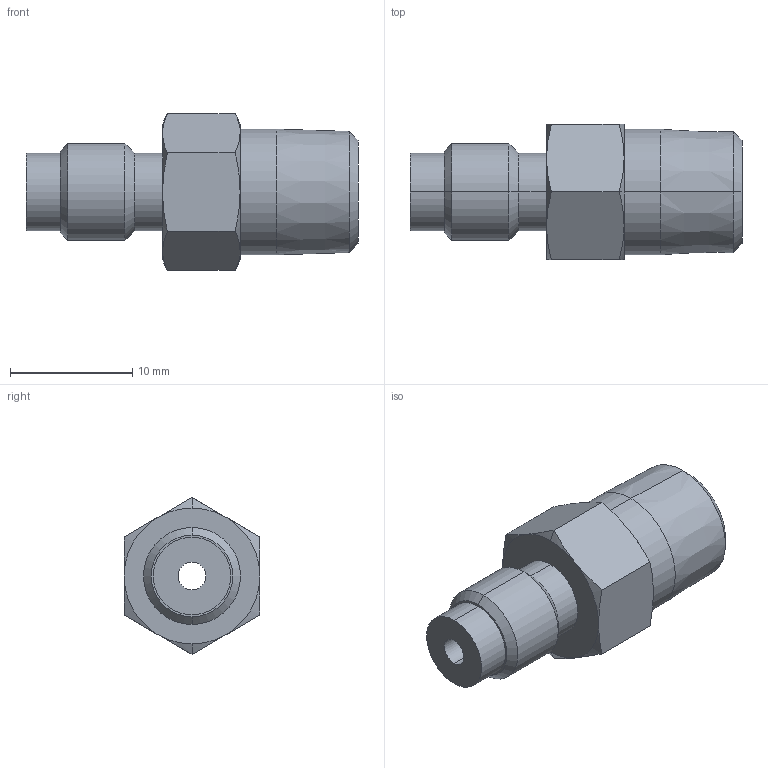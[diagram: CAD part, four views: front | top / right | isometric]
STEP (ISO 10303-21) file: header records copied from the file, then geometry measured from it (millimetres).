
FILE_DESCRIPTION(('starvars output'),'2;1');
FILE_NAME('cv20190801143338000084889.stp','14:33:38 2019/08/01',( 'Thomas Industrial Network Germany GmbH'),( 'Thomas Industrial Network Germany GmbH'),'unknown preprocess','ACIS' ,'unknown authorization');
FILE_SCHEMA(('CONFIG_CONTROL_DESIGN {UNKNOWN IMPLEMENTATION LEVEL}'));
Length unit declared in the file: millimetre
Products named in the file (1): PRODUCT_ID_1
Bounding box: 27.18 x 11.11 x 12.83 mm (x, y, z)
Volume: 1788.2 mm3; surface area: 1191.6 mm2
Topology: 1 solids, 1 shells, 45 faces, 94 edges, 54 vertices
Faces by surface type: cone 24, plane 11, cylinder 10
Entity records: 997 total; most frequent: CARTESIAN_POINT 191, ORIENTED_EDGE 188, DIRECTION 102, EDGE_CURVE 94, VERTEX_POINT 54, EDGE_LOOP 50, FACE_BOUND 50, ADVANCED_FACE 45
